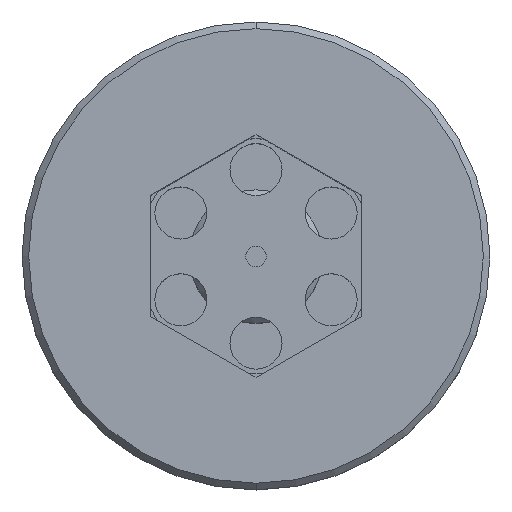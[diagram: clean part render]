
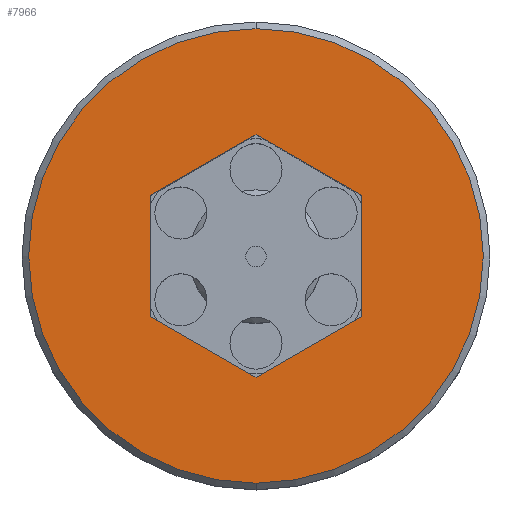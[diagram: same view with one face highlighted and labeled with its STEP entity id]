
A CAD part, top view. The second image highlights one B-rep face of the part: STEP entity #7966.
In plain terms, the highlighted planar face has unit normal (0, 0, 1).
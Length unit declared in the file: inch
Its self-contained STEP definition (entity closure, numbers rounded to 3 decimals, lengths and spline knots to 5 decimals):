
#700=DIRECTION('',(-0.866,-0.5,0.));
#701=VECTOR('',#700,0.18187);
#702=CARTESIAN_POINT('',(0.,0.18187,1.322));
#703=LINE('',#702,#701);
#704=DIRECTION('',(0.,-1.,0.));
#705=VECTOR('',#704,0.18187);
#706=CARTESIAN_POINT('',(-0.1575,0.09093,1.322));
#707=LINE('',#706,#705);
#708=DIRECTION('',(0.866,-0.5,0.));
#709=VECTOR('',#708,0.18187);
#710=CARTESIAN_POINT('',(-0.1575,-0.09093,1.322));
#711=LINE('',#710,#709);
#712=DIRECTION('',(0.866,0.5,0.));
#713=VECTOR('',#712,0.18187);
#714=CARTESIAN_POINT('',(0.,-0.18187,1.322));
#715=LINE('',#714,#713);
#716=DIRECTION('',(0.,1.,0.));
#717=VECTOR('',#716,0.18187);
#718=CARTESIAN_POINT('',(0.1575,-0.09093,1.322));
#719=LINE('',#718,#717);
#720=DIRECTION('',(-0.866,0.5,0.));
#721=VECTOR('',#720,0.18187);
#722=CARTESIAN_POINT('',(0.1575,0.09093,1.322));
#723=LINE('',#722,#721);
#724=CARTESIAN_POINT('',(0.,0.,1.322));
#725=DIRECTION('',(0.,0.,1.));
#726=DIRECTION('',(0.,-1.,0.));
#727=AXIS2_PLACEMENT_3D('',#724,#725,#726);
#742=CARTESIAN_POINT('',(0.,0.,1.322));
#743=DIRECTION('',(0.,0.,1.));
#744=DIRECTION('',(0.,1.,0.));
#745=AXIS2_PLACEMENT_3D('',#742,#743,#744);
#5797=CARTESIAN_POINT('',(0.,0.18187,1.322));
#5798=CARTESIAN_POINT('',(-0.1575,0.09093,1.322));
#5799=VERTEX_POINT('',#5797);
#5800=VERTEX_POINT('',#5798);
#5801=CARTESIAN_POINT('',(-0.1575,-0.09093,1.322));
#5802=VERTEX_POINT('',#5801);
#5803=CARTESIAN_POINT('',(0.,-0.18187,1.322));
#5804=VERTEX_POINT('',#5803);
#5805=CARTESIAN_POINT('',(0.1575,-0.09093,1.322));
#5806=VERTEX_POINT('',#5805);
#5807=CARTESIAN_POINT('',(0.1575,0.09093,1.322));
#5808=VERTEX_POINT('',#5807);
#5809=CARTESIAN_POINT('',(0.,0.3405,1.322));
#5810=CARTESIAN_POINT('',(0.,-0.3405,1.322));
#5811=VERTEX_POINT('',#5809);
#5812=VERTEX_POINT('',#5810);
#7947=CARTESIAN_POINT('',(0.,0.,1.322));
#7948=DIRECTION('',(0.,0.,1.));
#7949=DIRECTION('',(0.,1.,0.));
#7950=AXIS2_PLACEMENT_3D('',#7947,#7948,#7949);
#7951=PLANE('',#7950);
#7953=ORIENTED_EDGE('',*,*,#7952,.F.);
#7955=ORIENTED_EDGE('',*,*,#7954,.F.);
#7956=EDGE_LOOP('',(#7953,#7955));
#7957=FACE_OUTER_BOUND('',#7956,.F.);
#7958=ORIENTED_EDGE('',*,*,#7735,.T.);
#7959=ORIENTED_EDGE('',*,*,#7905,.T.);
#7960=ORIENTED_EDGE('',*,*,#7871,.T.);
#7961=ORIENTED_EDGE('',*,*,#7837,.T.);
#7962=ORIENTED_EDGE('',*,*,#7803,.T.);
#7963=ORIENTED_EDGE('',*,*,#7769,.T.);
#7964=EDGE_LOOP('',(#7958,#7959,#7960,#7961,#7962,#7963));
#7965=FACE_BOUND('',#7964,.F.);
#7966=ADVANCED_FACE('',(#7957,#7965),#7951,.T.);
#728=CIRCLE('',#727,0.3405);
#746=CIRCLE('',#745,0.3405);
#7735=EDGE_CURVE('',#5799,#5800,#703,.T.);
#7769=EDGE_CURVE('',#5808,#5799,#723,.T.);
#7803=EDGE_CURVE('',#5806,#5808,#719,.T.);
#7837=EDGE_CURVE('',#5804,#5806,#715,.T.);
#7871=EDGE_CURVE('',#5802,#5804,#711,.T.);
#7905=EDGE_CURVE('',#5800,#5802,#707,.T.);
#7952=EDGE_CURVE('',#5812,#5811,#728,.T.);
#7954=EDGE_CURVE('',#5811,#5812,#746,.T.);
